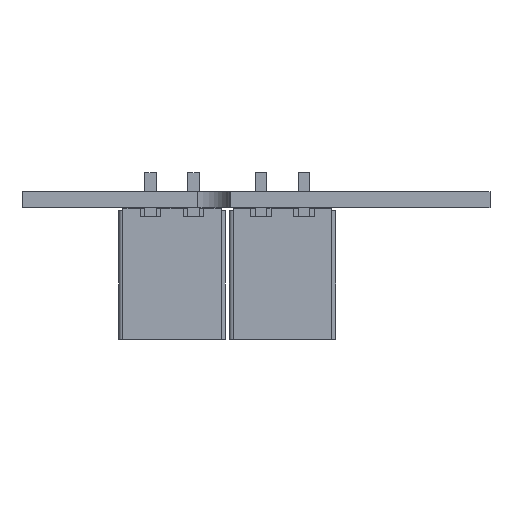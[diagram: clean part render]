
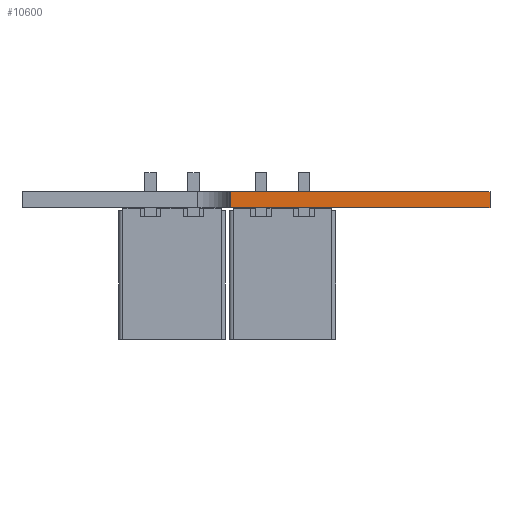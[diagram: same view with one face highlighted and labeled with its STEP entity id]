
A CAD part, front view. The second image highlights one B-rep face of the part: STEP entity #10600.
In plain terms, the highlighted planar face has unit normal (0, -1, 0).
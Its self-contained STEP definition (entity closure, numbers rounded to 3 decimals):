
#9204 = PLANE('',#9205);
#9205 = AXIS2_PLACEMENT_3D('',#9206,#9207,#9208);
#9206 = CARTESIAN_POINT('',(146.686,-99.671,1.6));
#9207 = DIRECTION('',(0.,0.,1.));
#9208 = DIRECTION('',(1.,0.,-0.));
#9258 = PLANE('',#9259);
#9259 = AXIS2_PLACEMENT_3D('',#9260,#9261,#9262);
#9260 = CARTESIAN_POINT('',(146.686,-99.671,0.));
#9261 = DIRECTION('',(0.,0.,1.));
#9262 = DIRECTION('',(1.,0.,-0.));
#9367 = PLANE('',#9368);
#9368 = AXIS2_PLACEMENT_3D('',#9369,#9370,#9371);
#9369 = CARTESIAN_POINT('',(137.421,-140.827,0.));
#9370 = DIRECTION('',(1.,0.,-0.));
#9371 = DIRECTION('',(0.,-1.,0.));
#9430 = VERTEX_POINT('',#9431);
#9431 = CARTESIAN_POINT('',(137.421,-160.512,0.));
#9452 = EDGE_CURVE('',#9430,#9453,#9455,.T.);
#9453 = VERTEX_POINT('',#9454);
#9454 = CARTESIAN_POINT('',(162.821,-160.512,0.));
#9455 = SURFACE_CURVE('',#9456,(#9460,#9467),.PCURVE_S1.);
#9456 = LINE('',#9457,#9458);
#9457 = CARTESIAN_POINT('',(137.421,-160.512,0.));
#9458 = VECTOR('',#9459,1.);
#9459 = DIRECTION('',(1.,0.,0.));
#9460 = PCURVE('',#9258,#9461);
#9461 = DEFINITIONAL_REPRESENTATION('',(#9462),#9466);
#9462 = LINE('',#9463,#9464);
#9463 = CARTESIAN_POINT('',(-9.265,-60.841));
#9464 = VECTOR('',#9465,1.);
#9465 = DIRECTION('',(1.,0.));
#9466 = ( GEOMETRIC_REPRESENTATION_CONTEXT(2) 
PARAMETRIC_REPRESENTATION_CONTEXT() REPRESENTATION_CONTEXT('2D SPACE',''
  ) );
#9467 = PCURVE('',#9468,#9473);
#9468 = PLANE('',#9469);
#9469 = AXIS2_PLACEMENT_3D('',#9470,#9471,#9472);
#9470 = CARTESIAN_POINT('',(137.421,-160.512,0.));
#9471 = DIRECTION('',(0.,1.,0.));
#9472 = DIRECTION('',(1.,0.,0.));
#9473 = DEFINITIONAL_REPRESENTATION('',(#9474),#9478);
#9474 = LINE('',#9475,#9476);
#9475 = CARTESIAN_POINT('',(0.,0.));
#9476 = VECTOR('',#9477,1.);
#9477 = DIRECTION('',(1.,0.));
#9478 = ( GEOMETRIC_REPRESENTATION_CONTEXT(2) 
PARAMETRIC_REPRESENTATION_CONTEXT() REPRESENTATION_CONTEXT('2D SPACE',''
  ) );
#9496 = PLANE('',#9497);
#9497 = AXIS2_PLACEMENT_3D('',#9498,#9499,#9500);
#9498 = CARTESIAN_POINT('',(162.821,-160.512,0.));
#9499 = DIRECTION('',(-1.,0.,0.));
#9500 = DIRECTION('',(0.,1.,0.));
#10023 = VERTEX_POINT('',#10024);
#10024 = CARTESIAN_POINT('',(137.421,-160.512,1.6));
#10045 = EDGE_CURVE('',#10023,#10046,#10048,.T.);
#10046 = VERTEX_POINT('',#10047);
#10047 = CARTESIAN_POINT('',(162.821,-160.512,1.6));
#10048 = SURFACE_CURVE('',#10049,(#10053,#10060),.PCURVE_S1.);
#10049 = LINE('',#10050,#10051);
#10050 = CARTESIAN_POINT('',(137.421,-160.512,1.6));
#10051 = VECTOR('',#10052,1.);
#10052 = DIRECTION('',(1.,0.,0.));
#10053 = PCURVE('',#9204,#10054);
#10054 = DEFINITIONAL_REPRESENTATION('',(#10055),#10059);
#10055 = LINE('',#10056,#10057);
#10056 = CARTESIAN_POINT('',(-9.265,-60.841));
#10057 = VECTOR('',#10058,1.);
#10058 = DIRECTION('',(1.,0.));
#10059 = ( GEOMETRIC_REPRESENTATION_CONTEXT(2) 
PARAMETRIC_REPRESENTATION_CONTEXT() REPRESENTATION_CONTEXT('2D SPACE',''
  ) );
#10060 = PCURVE('',#9468,#10061);
#10061 = DEFINITIONAL_REPRESENTATION('',(#10062),#10066);
#10062 = LINE('',#10063,#10064);
#10063 = CARTESIAN_POINT('',(0.,-1.6));
#10064 = VECTOR('',#10065,1.);
#10065 = DIRECTION('',(1.,0.));
#10066 = ( GEOMETRIC_REPRESENTATION_CONTEXT(2) 
PARAMETRIC_REPRESENTATION_CONTEXT() REPRESENTATION_CONTEXT('2D SPACE',''
  ) );
#10552 = EDGE_CURVE('',#9430,#10023,#10553,.T.);
#10553 = SURFACE_CURVE('',#10554,(#10558,#10565),.PCURVE_S1.);
#10554 = LINE('',#10555,#10556);
#10555 = CARTESIAN_POINT('',(137.421,-160.512,0.));
#10556 = VECTOR('',#10557,1.);
#10557 = DIRECTION('',(0.,0.,1.));
#10558 = PCURVE('',#9367,#10559);
#10559 = DEFINITIONAL_REPRESENTATION('',(#10560),#10564);
#10560 = LINE('',#10561,#10562);
#10561 = CARTESIAN_POINT('',(19.685,0.));
#10562 = VECTOR('',#10563,1.);
#10563 = DIRECTION('',(0.,-1.));
#10564 = ( GEOMETRIC_REPRESENTATION_CONTEXT(2) 
PARAMETRIC_REPRESENTATION_CONTEXT() REPRESENTATION_CONTEXT('2D SPACE',''
  ) );
#10565 = PCURVE('',#9468,#10566);
#10566 = DEFINITIONAL_REPRESENTATION('',(#10567),#10571);
#10567 = LINE('',#10568,#10569);
#10568 = CARTESIAN_POINT('',(0.,0.));
#10569 = VECTOR('',#10570,1.);
#10570 = DIRECTION('',(0.,-1.));
#10571 = ( GEOMETRIC_REPRESENTATION_CONTEXT(2) 
PARAMETRIC_REPRESENTATION_CONTEXT() REPRESENTATION_CONTEXT('2D SPACE',''
  ) );
#10600 = ADVANCED_FACE('',(#10601),#9468,.F.);
#10601 = FACE_BOUND('',#10602,.F.);
#10602 = EDGE_LOOP('',(#10603,#10604,#10605,#10626));
#10603 = ORIENTED_EDGE('',*,*,#10552,.T.);
#10604 = ORIENTED_EDGE('',*,*,#10045,.T.);
#10605 = ORIENTED_EDGE('',*,*,#10606,.F.);
#10606 = EDGE_CURVE('',#9453,#10046,#10607,.T.);
#10607 = SURFACE_CURVE('',#10608,(#10612,#10619),.PCURVE_S1.);
#10608 = LINE('',#10609,#10610);
#10609 = CARTESIAN_POINT('',(162.821,-160.512,0.));
#10610 = VECTOR('',#10611,1.);
#10611 = DIRECTION('',(0.,0.,1.));
#10612 = PCURVE('',#9468,#10613);
#10613 = DEFINITIONAL_REPRESENTATION('',(#10614),#10618);
#10614 = LINE('',#10615,#10616);
#10615 = CARTESIAN_POINT('',(25.4,0.));
#10616 = VECTOR('',#10617,1.);
#10617 = DIRECTION('',(0.,-1.));
#10618 = ( GEOMETRIC_REPRESENTATION_CONTEXT(2) 
PARAMETRIC_REPRESENTATION_CONTEXT() REPRESENTATION_CONTEXT('2D SPACE',''
  ) );
#10619 = PCURVE('',#9496,#10620);
#10620 = DEFINITIONAL_REPRESENTATION('',(#10621),#10625);
#10621 = LINE('',#10622,#10623);
#10622 = CARTESIAN_POINT('',(0.,0.));
#10623 = VECTOR('',#10624,1.);
#10624 = DIRECTION('',(0.,-1.));
#10625 = ( GEOMETRIC_REPRESENTATION_CONTEXT(2) 
PARAMETRIC_REPRESENTATION_CONTEXT() REPRESENTATION_CONTEXT('2D SPACE',''
  ) );
#10626 = ORIENTED_EDGE('',*,*,#9452,.F.);
